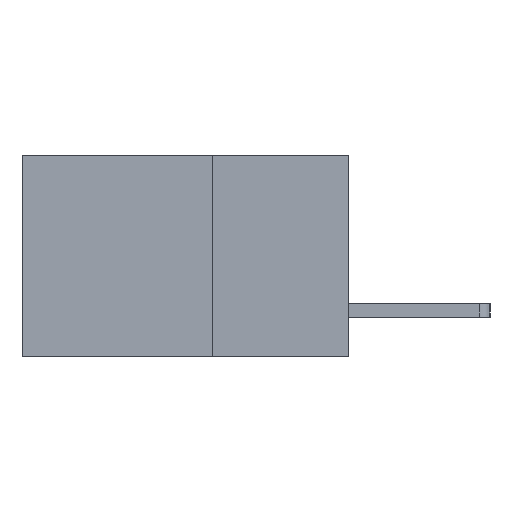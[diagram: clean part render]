
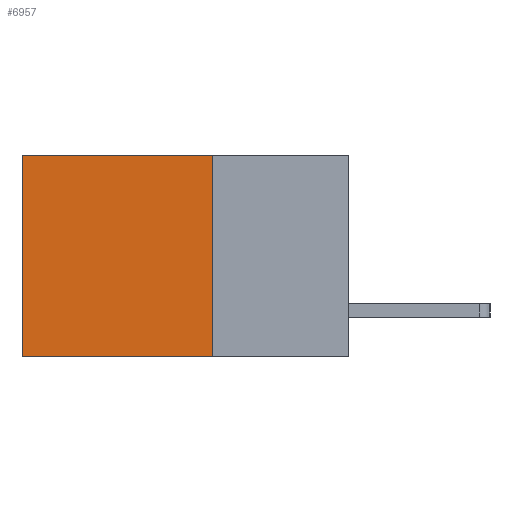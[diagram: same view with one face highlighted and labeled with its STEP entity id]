
A CAD part, left-side view. The second image highlights one B-rep face of the part: STEP entity #6957.
In plain terms, the highlighted planar face has unit normal (-1, 0, 0).
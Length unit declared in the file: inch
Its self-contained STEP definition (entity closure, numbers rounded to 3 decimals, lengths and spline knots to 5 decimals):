
#358 = CARTESIAN_POINT ( 'NONE',  ( 0.2615, 0.25, -0.37 ) ) ;
#386 = LINE ( 'NONE', #1975, #4247 ) ;
#955 = EDGE_CURVE ( 'NONE', #2234, #4363, #8910, .T. ) ;
#1030 = CARTESIAN_POINT ( 'NONE',  ( 0.2615, 0.25, 0. ) ) ;
#1666 = CARTESIAN_POINT ( 'NONE',  ( 0.2615, 0.25, -0.37 ) ) ;
#1909 = DIRECTION ( 'NONE',  ( 0., 1., 0. ) ) ;
#1963 = CARTESIAN_POINT ( 'NONE',  ( 0.2615, 0.25, -0.37 ) ) ;
#1975 = CARTESIAN_POINT ( 'NONE',  ( 0.2615, 0.6, -0.37 ) ) ;
#2234 = VERTEX_POINT ( 'NONE', #358 ) ;
#2673 = EDGE_LOOP ( 'NONE', ( #5337, #3469, #3651, #6405 ) ) ;
#3067 = VECTOR ( 'NONE', #8144, 39.37008 ) ;
#3194 = CARTESIAN_POINT ( 'NONE',  ( 0.2615, 0.6, 0. ) ) ;
#3469 = ORIENTED_EDGE ( 'NONE', *, *, #955, .F. ) ;
#3504 = DIRECTION ( 'NONE',  ( 0., 0., -1. ) ) ;
#3651 = ORIENTED_EDGE ( 'NONE', *, *, #9780, .F. ) ;
#4102 = DIRECTION ( 'NONE',  ( 0., 0., -1. ) ) ;
#4247 = VECTOR ( 'NONE', #5055, 39.37008 ) ;
#4363 = VERTEX_POINT ( 'NONE', #4850 ) ;
#4850 = CARTESIAN_POINT ( 'NONE',  ( 0.2615, 0.6, -0.37 ) ) ;
#5055 = DIRECTION ( 'NONE',  ( 0., 0., -1. ) ) ;
#5337 = ORIENTED_EDGE ( 'NONE', *, *, #8633, .T. ) ;
#5339 = AXIS2_PLACEMENT_3D ( 'NONE', #1963, #8085, #3504 ) ;
#5683 = VERTEX_POINT ( 'NONE', #1030 ) ;
#5725 = CARTESIAN_POINT ( 'NONE',  ( 0.2615, 0.25, 0. ) ) ;
#6202 = VERTEX_POINT ( 'NONE', #3194 ) ;
#6405 = ORIENTED_EDGE ( 'NONE', *, *, #9875, .T. ) ;
#6489 = LINE ( 'NONE', #5725, #8288 ) ;
#6957 = ADVANCED_FACE ( 'NONE', ( #7534 ), #7313, .F. ) ;
#7313 = PLANE ( 'NONE',  #5339 ) ;
#7467 = LINE ( 'NONE', #8678, #9251 ) ;
#7534 = FACE_OUTER_BOUND ( 'NONE', #2673, .T. ) ;
#8085 = DIRECTION ( 'NONE',  ( 1., 0., 0. ) ) ;
#8144 = DIRECTION ( 'NONE',  ( 0., 1., 0. ) ) ;
#8288 = VECTOR ( 'NONE', #1909, 39.37008 ) ;
#8633 = EDGE_CURVE ( 'NONE', #6202, #4363, #386, .T. ) ;
#8678 = CARTESIAN_POINT ( 'NONE',  ( 0.2615, 0.25, -0.37 ) ) ;
#8910 = LINE ( 'NONE', #1666, #3067 ) ;
#9251 = VECTOR ( 'NONE', #4102, 39.37008 ) ;
#9780 = EDGE_CURVE ( 'NONE', #5683, #2234, #7467, .T. ) ;
#9875 = EDGE_CURVE ( 'NONE', #5683, #6202, #6489, .T. ) ;
